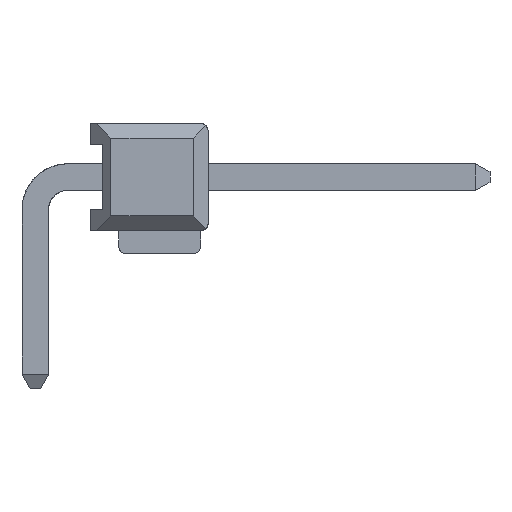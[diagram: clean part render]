
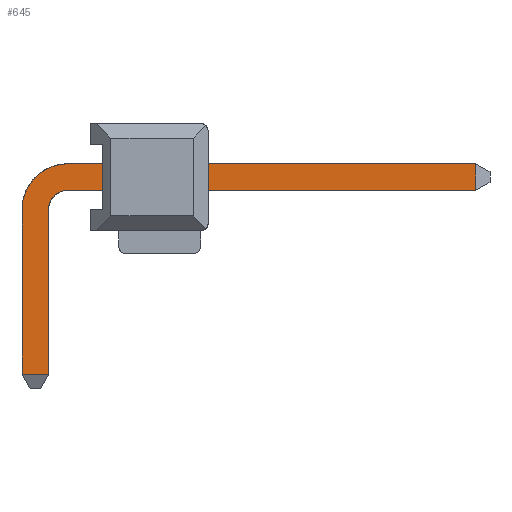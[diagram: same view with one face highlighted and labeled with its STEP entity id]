
A CAD part, left-side view. The second image highlights one B-rep face of the part: STEP entity #645.
In plain terms, the highlighted planar face has unit normal (-1, -0.003, 0).
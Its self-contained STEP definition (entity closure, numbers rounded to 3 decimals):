
#645=ADVANCED_FACE('',(#960),#10946,.T.);
#960=FACE_OUTER_BOUND('',#1287,.T.);
#1287=EDGE_LOOP('',(#2723,#2724,#2725,#2726));
#2723=ORIENTED_EDGE('',*,*,#7856,.T.);
#2724=ORIENTED_EDGE('',*,*,#7857,.T.);
#2725=ORIENTED_EDGE('',*,*,#7858,.T.);
#2726=ORIENTED_EDGE('',*,*,#7859,.T.);
#3117=(
BOUNDED_CURVE()
B_SPLINE_CURVE(2,(#18501,#18502,#18503),.UNSPECIFIED.,.F.,.F.)
B_SPLINE_CURVE_WITH_KNOTS((3,3),(-31.5,-30.87),
 .UNSPECIFIED.)
CURVE()
GEOMETRIC_REPRESENTATION_ITEM()
RATIONAL_B_SPLINE_CURVE((1.,1.,1.))
REPRESENTATION_ITEM('')
);
#3118=(
BOUNDED_CURVE()
B_SPLINE_CURVE(2,(#18504,#18505,#18506),.UNSPECIFIED.,.F.,.F.)
B_SPLINE_CURVE_WITH_KNOTS((3,3),(-31.5,-30.87),
 .UNSPECIFIED.)
CURVE()
GEOMETRIC_REPRESENTATION_ITEM()
RATIONAL_B_SPLINE_CURVE((1.,1.,1.))
REPRESENTATION_ITEM('')
);
#3119=(
BOUNDED_CURVE()
B_SPLINE_CURVE(2,(#18507,#18508,#18509,#18510,#18511,#18512,#18513),
 .UNSPECIFIED.,.F.,.F.)
B_SPLINE_CURVE_WITH_KNOTS((3,2,2,3),(-30.87,-23.432,
-21.728,-18.725),.UNSPECIFIED.)
CURVE()
GEOMETRIC_REPRESENTATION_ITEM()
RATIONAL_B_SPLINE_CURVE((1.,1.,1.,0.707,1.,1.,1.))
REPRESENTATION_ITEM('')
);
#3120=(
BOUNDED_CURVE()
B_SPLINE_CURVE(2,(#18514,#18515,#18516,#18517,#18518,#18519,#18520),
 .UNSPECIFIED.,.F.,.F.)
B_SPLINE_CURVE_WITH_KNOTS((3,2,2,3),(-30.87,-23.432,
-21.728,-18.725),.UNSPECIFIED.)
CURVE()
GEOMETRIC_REPRESENTATION_ITEM()
RATIONAL_B_SPLINE_CURVE((1.,1.,1.,0.707,1.,1.,1.))
REPRESENTATION_ITEM('')
);
#3121=(
BOUNDED_CURVE()
B_SPLINE_CURVE(2,(#18521,#18522,#18523),.UNSPECIFIED.,.F.,.F.)
B_SPLINE_CURVE_WITH_KNOTS((3,3),(-18.725,-18.095),
 .UNSPECIFIED.)
CURVE()
GEOMETRIC_REPRESENTATION_ITEM()
RATIONAL_B_SPLINE_CURVE((1.,1.,1.))
REPRESENTATION_ITEM('')
);
#3122=(
BOUNDED_CURVE()
B_SPLINE_CURVE(2,(#18524,#18525,#18526),.UNSPECIFIED.,.F.,.F.)
B_SPLINE_CURVE_WITH_KNOTS((3,3),(-18.725,-18.095),
 .UNSPECIFIED.)
CURVE()
GEOMETRIC_REPRESENTATION_ITEM()
RATIONAL_B_SPLINE_CURVE((1.,1.,1.))
REPRESENTATION_ITEM('')
);
#3123=(
BOUNDED_CURVE()
B_SPLINE_CURVE(2,(#18527,#18528,#18529,#18530,#18531,#18532,#18533),
 .UNSPECIFIED.,.F.,.F.)
B_SPLINE_CURVE_WITH_KNOTS((3,2,2,3),(-18.095,-15.093,
-14.378,-6.94),.UNSPECIFIED.)
CURVE()
GEOMETRIC_REPRESENTATION_ITEM()
RATIONAL_B_SPLINE_CURVE((1.,1.,1.,0.707,1.,1.,1.))
REPRESENTATION_ITEM('')
);
#3124=(
BOUNDED_CURVE()
B_SPLINE_CURVE(2,(#18534,#18535,#18536,#18537,#18538,#18539,#18540),
 .UNSPECIFIED.,.F.,.F.)
B_SPLINE_CURVE_WITH_KNOTS((3,2,2,3),(-18.095,-15.093,
-14.378,-6.94),.UNSPECIFIED.)
CURVE()
GEOMETRIC_REPRESENTATION_ITEM()
RATIONAL_B_SPLINE_CURVE((1.,1.,1.,0.707,1.,1.,1.))
REPRESENTATION_ITEM('')
);
#4551=PCURVE('',#10946,#6133);
#4552=PCURVE('',#10946,#6134);
#4553=PCURVE('',#10946,#6135);
#4554=PCURVE('',#10946,#6136);
#6133=DEFINITIONAL_REPRESENTATION('',(#3118),#19411);
#6134=DEFINITIONAL_REPRESENTATION('',(#3120),#19411);
#6135=DEFINITIONAL_REPRESENTATION('',(#3122),#19411);
#6136=DEFINITIONAL_REPRESENTATION('',(#3124),#19411);
#7037=SURFACE_CURVE('',#3117,(#4551),.PCURVE_S1.);
#7038=SURFACE_CURVE('',#3119,(#4552),.PCURVE_S1.);
#7039=SURFACE_CURVE('',#3121,(#4553),.PCURVE_S1.);
#7040=SURFACE_CURVE('',#3123,(#4554),.PCURVE_S1.);
#7856=EDGE_CURVE('',#10591,#10594,#7037,.T.);
#7857=EDGE_CURVE('',#10594,#10593,#7038,.T.);
#7858=EDGE_CURVE('',#10593,#10592,#7039,.T.);
#7859=EDGE_CURVE('',#10592,#10591,#7040,.T.);
#10591=VERTEX_POINT('',#18497);
#10592=VERTEX_POINT('',#18498);
#10593=VERTEX_POINT('',#18499);
#10594=VERTEX_POINT('',#18500);
#10946=PLANE('',#11239);
#11239=AXIS2_PLACEMENT_3D('',#18496,#11517,$);
#11517=DIRECTION('',(-1.,-0.003,0.));
#18496=CARTESIAN_POINT('',(-0.316,0.422,-2.91));
#18497=CARTESIAN_POINT('',(-0.288,-10.456,1.505));
#18498=CARTESIAN_POINT('',(-0.315,-0.316,-2.86));
#18499=CARTESIAN_POINT('',(-0.316,0.314,-2.86));
#18500=CARTESIAN_POINT('',(-0.288,-10.456,2.135));
#18501=CARTESIAN_POINT('',(-0.288,-10.456,1.505));
#18502=CARTESIAN_POINT('',(-0.288,-10.456,1.82));
#18503=CARTESIAN_POINT('',(-0.288,-10.456,2.135));
#18504=CARTESIAN_POINT('',(0.,0.));
#18505=CARTESIAN_POINT('',(0.,0.315));
#18506=CARTESIAN_POINT('',(0.,0.63));
#18507=CARTESIAN_POINT('',(-0.288,-10.456,2.135));
#18508=CARTESIAN_POINT('',(-0.3,-5.614,2.135));
#18509=CARTESIAN_POINT('',(-0.313,-0.771,2.135));
#18510=CARTESIAN_POINT('',(-0.316,0.314,2.135));
#18511=CARTESIAN_POINT('',(-0.316,0.314,1.05));
#18512=CARTESIAN_POINT('',(-0.316,0.314,-0.905));
#18513=CARTESIAN_POINT('',(-0.316,0.314,-2.86));
#18514=CARTESIAN_POINT('',(0.,0.63));
#18515=CARTESIAN_POINT('',(-4.843,0.63));
#18516=CARTESIAN_POINT('',(-9.686,0.63));
#18517=CARTESIAN_POINT('',(-10.771,0.63));
#18518=CARTESIAN_POINT('',(-10.771,-0.455));
#18519=CARTESIAN_POINT('',(-10.771,-2.41));
#18520=CARTESIAN_POINT('',(-10.771,-4.365));
#18521=CARTESIAN_POINT('',(-0.316,0.314,-2.86));
#18522=CARTESIAN_POINT('',(-0.315,-0.001,-2.86));
#18523=CARTESIAN_POINT('',(-0.315,-0.316,-2.86));
#18524=CARTESIAN_POINT('',(-10.771,-4.365));
#18525=CARTESIAN_POINT('',(-10.456,-4.365));
#18526=CARTESIAN_POINT('',(-10.141,-4.365));
#18527=CARTESIAN_POINT('',(-0.315,-0.316,-2.86));
#18528=CARTESIAN_POINT('',(-0.314,-0.316,-0.905));
#18529=CARTESIAN_POINT('',(-0.314,-0.316,1.05));
#18530=CARTESIAN_POINT('',(-0.314,-0.316,1.505));
#18531=CARTESIAN_POINT('',(-0.313,-0.771,1.505));
#18532=CARTESIAN_POINT('',(-0.3,-5.614,1.505));
#18533=CARTESIAN_POINT('',(-0.288,-10.456,1.505));
#18534=CARTESIAN_POINT('',(-10.141,-4.365));
#18535=CARTESIAN_POINT('',(-10.141,-2.41));
#18536=CARTESIAN_POINT('',(-10.141,-0.455));
#18537=CARTESIAN_POINT('',(-10.141,0.));
#18538=CARTESIAN_POINT('',(-9.686,0.));
#18539=CARTESIAN_POINT('',(-4.843,0.));
#18540=CARTESIAN_POINT('',(0.,0.));
#19411=(
GEOMETRIC_REPRESENTATION_CONTEXT(2)
PARAMETRIC_REPRESENTATION_CONTEXT()
REPRESENTATION_CONTEXT('pspace','')
);
